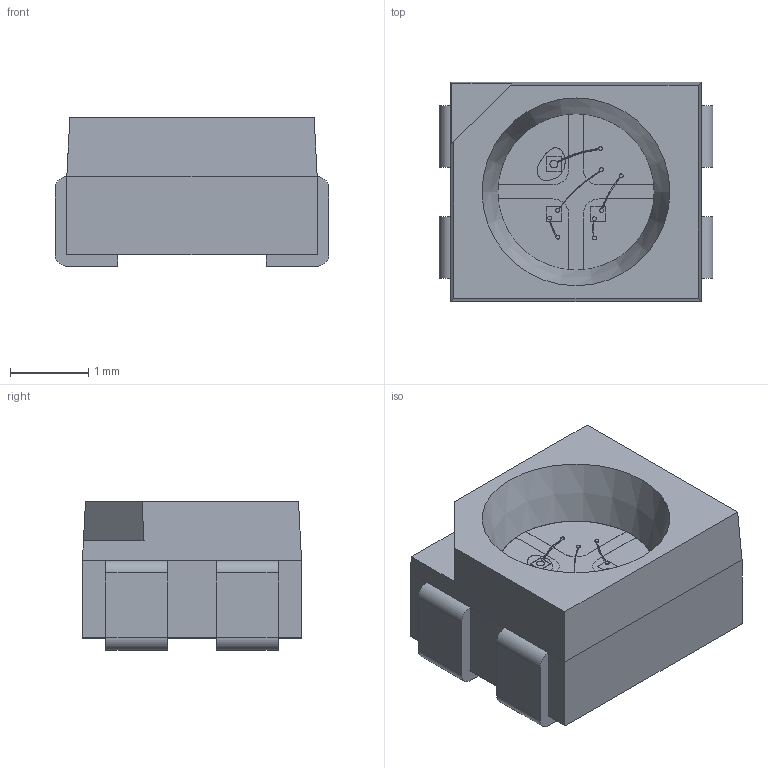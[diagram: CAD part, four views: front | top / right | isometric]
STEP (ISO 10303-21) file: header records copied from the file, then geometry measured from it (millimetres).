
FILE_DESCRIPTION(/* description */ ('Unknown'),/* implementation_level */ '2;1');
FILE_NAME(/* name */ '150141M173100',/* time_stamp */ '2019-06-26T08:46:52+02:00',/* author */ ('Unknown'),/* organization */ ('Unknown'),/* preprocessor_version */ 'ST-DEVELOPER v16.7',/* originating_system */ 'DEX',/* authorisation */ $);
FILE_SCHEMA (('AUTOMOTIVE_DESIGN {1 0 10303 214 3 1 1}'));
Length unit declared in the file: millimetre
Products named in the file (4): 150141xxx; cover; housing; base
Assembly tree (4 placements, depth 2):
  150141xxx
    cover
    housing
    base  x2
Bounding box: 3.5 x 2.8 x 1.9 mm (x, y, z)
Volume: 13.2 mm3; surface area: 70.7 mm2
Topology: 6 solids, 6 shells, 168 faces, 455 edges, 300 vertices
Faces by surface type: plane 113, cylinder 53, cone 1, bspline 1
Full cylindrical faces by diameter (mm): 0.8 x1
Entity records: 5297 total; most frequent: CARTESIAN_POINT 820, DIRECTION 780, ORIENTED_EDGE 758, EDGE_CURVE 379, LINE 260, VECTOR 260, AXIS2_PLACEMENT_3D 260, VERTEX_POINT 251
